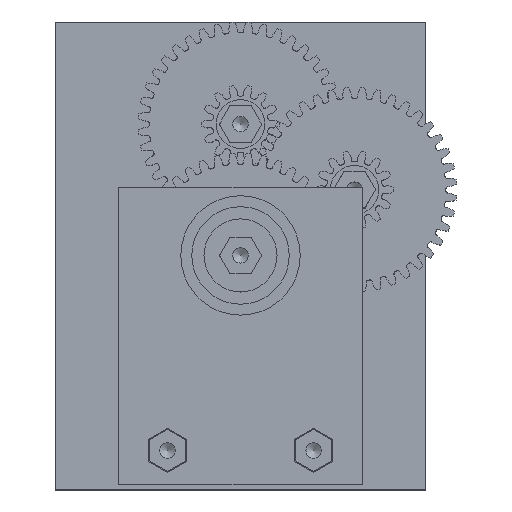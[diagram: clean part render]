
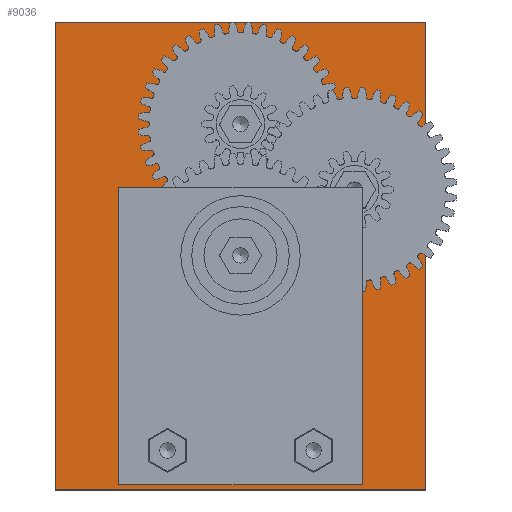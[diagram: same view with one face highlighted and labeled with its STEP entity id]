
A CAD part, top view. The second image highlights one B-rep face of the part: STEP entity #9036.
In plain terms, the highlighted planar face has unit normal (0, 0, 1).
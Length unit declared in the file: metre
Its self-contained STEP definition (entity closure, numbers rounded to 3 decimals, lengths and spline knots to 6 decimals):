
#557=PLANE('',#10425);
#1047=LINE('',#26346,#1585);
#1051=LINE('',#26354,#1589);
#1054=LINE('',#26360,#1592);
#1056=LINE('',#26398,#1594);
#1585=VECTOR('',#12654,1.);
#1589=VECTOR('',#12660,1.);
#1592=VECTOR('',#12665,1.);
#1594=VECTOR('',#12711,1.);
#4133=ORIENTED_EDGE('',*,*,#5542,.F.);
#4134=ORIENTED_EDGE('',*,*,#5540,.F.);
#4135=ORIENTED_EDGE('',*,*,#5538,.F.);
#4136=ORIENTED_EDGE('',*,*,#5536,.F.);
#4137=ORIENTED_EDGE('',*,*,#5534,.F.);
#4138=ORIENTED_EDGE('',*,*,#5532,.F.);
#4139=ORIENTED_EDGE('',*,*,#5530,.F.);
#4140=ORIENTED_EDGE('',*,*,#5522,.F.);
#4141=ORIENTED_EDGE('',*,*,#5526,.T.);
#4142=ORIENTED_EDGE('',*,*,#5529,.T.);
#4143=ORIENTED_EDGE('',*,*,#5545,.F.);
#5522=EDGE_CURVE('',#6457,#6458,#1047,.T.);
#5526=EDGE_CURVE('',#6457,#6460,#1051,.T.);
#5529=EDGE_CURVE('',#6460,#6462,#1054,.T.);
#5530=EDGE_CURVE('',#6463,#6463,#7044,.T.);
#5532=EDGE_CURVE('',#6465,#6465,#7046,.T.);
#5534=EDGE_CURVE('',#6467,#6467,#7048,.T.);
#5536=EDGE_CURVE('',#6469,#6469,#7050,.T.);
#5538=EDGE_CURVE('',#6471,#6471,#7052,.T.);
#5540=EDGE_CURVE('',#6473,#6473,#7054,.T.);
#5542=EDGE_CURVE('',#6475,#6475,#7056,.T.);
#5545=EDGE_CURVE('',#6458,#6462,#1056,.T.);
#6457=VERTEX_POINT('',#26345);
#6458=VERTEX_POINT('',#26347);
#6460=VERTEX_POINT('',#26353);
#6462=VERTEX_POINT('',#26359);
#6463=VERTEX_POINT('',#26363);
#6465=VERTEX_POINT('',#26368);
#6467=VERTEX_POINT('',#26373);
#6469=VERTEX_POINT('',#26378);
#6471=VERTEX_POINT('',#26383);
#6473=VERTEX_POINT('',#26388);
#6475=VERTEX_POINT('',#26393);
#7044=CIRCLE('',#10404,0.009652);
#7046=CIRCLE('',#10407,0.002273);
#7048=CIRCLE('',#10410,0.002273);
#7050=CIRCLE('',#10413,0.0143);
#7052=CIRCLE('',#10416,0.0143);
#7054=CIRCLE('',#10419,0.002045);
#7056=CIRCLE('',#10422,0.002045);
#7594=EDGE_LOOP('',(#4133));
#7595=EDGE_LOOP('',(#4134));
#7596=EDGE_LOOP('',(#4135));
#7597=EDGE_LOOP('',(#4136));
#7598=EDGE_LOOP('',(#4137));
#7599=EDGE_LOOP('',(#4138));
#7600=EDGE_LOOP('',(#4139));
#7601=EDGE_LOOP('',(#4140,#4141,#4142,#4143));
#8188=FACE_BOUND('',#7594,.T.);
#8189=FACE_BOUND('',#7595,.T.);
#8190=FACE_BOUND('',#7596,.T.);
#8191=FACE_BOUND('',#7597,.T.);
#8192=FACE_BOUND('',#7598,.T.);
#8193=FACE_BOUND('',#7599,.T.);
#8194=FACE_BOUND('',#7600,.T.);
#8195=FACE_BOUND('',#7601,.T.);
#9036=ADVANCED_FACE('',(#8188,#8189,#8190,#8191,#8192,#8193,#8194,#8195),
#557,.T.);
#10404=AXIS2_PLACEMENT_3D('',#26362,#12668,#12669);
#10407=AXIS2_PLACEMENT_3D('',#26367,#12674,#12675);
#10410=AXIS2_PLACEMENT_3D('',#26372,#12680,#12681);
#10413=AXIS2_PLACEMENT_3D('',#26377,#12686,#12687);
#10416=AXIS2_PLACEMENT_3D('',#26382,#12692,#12693);
#10419=AXIS2_PLACEMENT_3D('',#26387,#12698,#12699);
#10422=AXIS2_PLACEMENT_3D('',#26392,#12704,#12705);
#10425=AXIS2_PLACEMENT_3D('',#26399,#12712,#12713);
#12654=DIRECTION('',(1.,0.,0.));
#12660=DIRECTION('',(0.,-1.,0.));
#12665=DIRECTION('',(1.,0.,0.));
#12668=DIRECTION('',(0.,0.,1.));
#12669=DIRECTION('',(1.,0.,0.));
#12674=DIRECTION('',(0.,0.,1.));
#12675=DIRECTION('',(1.,0.,0.));
#12680=DIRECTION('',(0.,0.,1.));
#12681=DIRECTION('',(1.,0.,0.));
#12686=DIRECTION('',(0.,0.,1.));
#12687=DIRECTION('',(1.,0.,0.));
#12692=DIRECTION('',(0.,0.,1.));
#12693=DIRECTION('',(1.,0.,0.));
#12698=DIRECTION('',(0.,0.,1.));
#12699=DIRECTION('',(1.,0.,0.));
#12704=DIRECTION('',(0.,0.,1.));
#12705=DIRECTION('',(1.,0.,0.));
#12711=DIRECTION('',(0.,-1.,0.));
#12712=DIRECTION('',(0.,0.,1.));
#12713=DIRECTION('',(1.,0.,0.));
#26345=CARTESIAN_POINT('',(-0.04826,0.06096,0.00254));
#26346=CARTESIAN_POINT('',(0.,0.06096,0.00254));
#26347=CARTESIAN_POINT('',(0.04826,0.06096,0.00254));
#26353=CARTESIAN_POINT('',(-0.04826,-0.06096,0.00254));
#26354=CARTESIAN_POINT('',(-0.04826,0.,0.00254));
#26359=CARTESIAN_POINT('',(0.04826,-0.06096,0.00254));
#26360=CARTESIAN_POINT('',(0.,-0.06096,0.00254));
#26362=CARTESIAN_POINT('',(0.,0.,0.00254));
#26363=CARTESIAN_POINT('',(0.009652,0.,0.00254));
#26367=CARTESIAN_POINT('',(-0.0254,0.,0.00254));
#26368=CARTESIAN_POINT('',(-0.023127,0.,0.00254));
#26372=CARTESIAN_POINT('',(0.0254,0.,0.00254));
#26373=CARTESIAN_POINT('',(0.027673,0.,0.00254));
#26377=CARTESIAN_POINT('',(0.,0.03429,0.00254));
#26378=CARTESIAN_POINT('',(0.0143,0.03429,0.00254));
#26382=CARTESIAN_POINT('',(0.029696,0.017145,0.00254));
#26383=CARTESIAN_POINT('',(0.043996,0.017145,0.00254));
#26387=CARTESIAN_POINT('',(-0.01905,-0.0508,0.00254));
#26388=CARTESIAN_POINT('',(-0.017005,-0.0508,0.00254));
#26392=CARTESIAN_POINT('',(0.01905,-0.0508,0.00254));
#26393=CARTESIAN_POINT('',(0.021095,-0.0508,0.00254));
#26398=CARTESIAN_POINT('',(0.04826,0.,0.00254));
#26399=CARTESIAN_POINT('',(0.,0.,0.00254));
